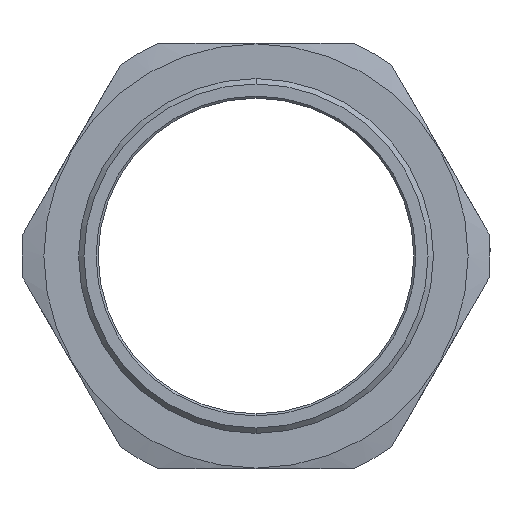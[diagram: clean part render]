
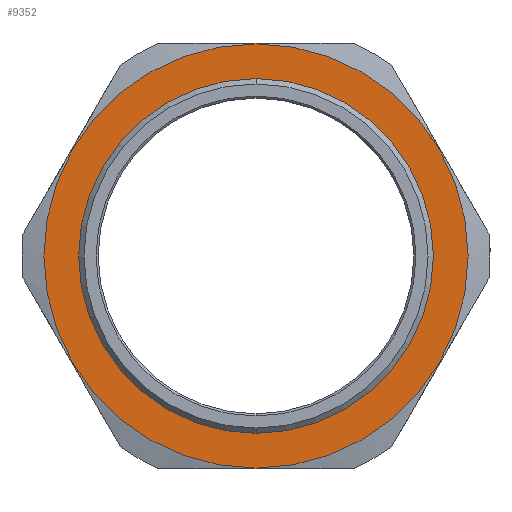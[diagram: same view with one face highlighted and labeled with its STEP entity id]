
A CAD part, left-side view. The second image highlights one B-rep face of the part: STEP entity #9352.
In plain terms, the highlighted planar face has unit normal (-1, 0, 0).
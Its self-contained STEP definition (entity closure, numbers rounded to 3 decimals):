
#67 = CARTESIAN_POINT ( 'NONE',  ( 15., 0., -33.5 ) ) ;
#122 = CARTESIAN_POINT ( 'NONE',  ( 15., 0., 25. ) ) ;
#128 = PLANE ( 'NONE',  #8588 ) ;
#240 = CIRCLE ( 'NONE', #2393, 29.9 ) ;
#307 = ORIENTED_EDGE ( 'NONE', *, *, #5726, .F. ) ;
#800 = DIRECTION ( 'NONE',  ( 0., 0., 1. ) ) ;
#875 = FACE_OUTER_BOUND ( 'NONE', #5421, .T. ) ;
#1169 = AXIS2_PLACEMENT_3D ( 'NONE', #7404, #6680, #800 ) ;
#1392 = AXIS2_PLACEMENT_3D ( 'NONE', #8365, #3115, #9122 ) ;
#1425 = DIRECTION ( 'NONE',  ( 0., 0., -1. ) ) ;
#2292 = CARTESIAN_POINT ( 'NONE',  ( 15., 0., -25. ) ) ;
#2393 = AXIS2_PLACEMENT_3D ( 'NONE', #6862, #6153, #6913 ) ;
#2660 = ORIENTED_EDGE ( 'NONE', *, *, #6206, .F. ) ;
#2897 = VERTEX_POINT ( 'NONE', #8297 ) ;
#3115 = DIRECTION ( 'NONE',  ( -1., 0., 0. ) ) ;
#3124 = EDGE_LOOP ( 'NONE', ( #2660, #8601 ) ) ;
#3258 = EDGE_CURVE ( 'NONE', #5115, #2897, #240, .T. ) ;
#3302 = EDGE_CURVE ( 'NONE', #5165, #5590, #3849, .T. ) ;
#3849 = CIRCLE ( 'NONE', #1392, 25. ) ;
#3893 = CARTESIAN_POINT ( 'NONE',  ( 15., 0., 29.9 ) ) ;
#4046 = CIRCLE ( 'NONE', #1169, 25. ) ;
#5115 = VERTEX_POINT ( 'NONE', #3893 ) ;
#5165 = VERTEX_POINT ( 'NONE', #122 ) ;
#5181 = DIRECTION ( 'NONE',  ( 1., 0., 0. ) ) ;
#5251 = DIRECTION ( 'NONE',  ( 1., 0., 0. ) ) ;
#5340 = ORIENTED_EDGE ( 'NONE', *, *, #3258, .F. ) ;
#5421 = EDGE_LOOP ( 'NONE', ( #307, #5340 ) ) ;
#5590 = VERTEX_POINT ( 'NONE', #2292 ) ;
#5726 = EDGE_CURVE ( 'NONE', #2897, #5115, #9233, .T. ) ;
#6153 = DIRECTION ( 'NONE',  ( 1., 0., 0. ) ) ;
#6206 = EDGE_CURVE ( 'NONE', #5590, #5165, #4046, .T. ) ;
#6680 = DIRECTION ( 'NONE',  ( -1., 0., 0. ) ) ;
#6840 = DIRECTION ( 'NONE',  ( 0., 0., -1. ) ) ;
#6862 = CARTESIAN_POINT ( 'NONE',  ( 15., 0., 0. ) ) ;
#6913 = DIRECTION ( 'NONE',  ( 0., 0., -1. ) ) ;
#6970 = AXIS2_PLACEMENT_3D ( 'NONE', #8890, #5181, #1425 ) ;
#7404 = CARTESIAN_POINT ( 'NONE',  ( 15., 0., 0. ) ) ;
#8297 = CARTESIAN_POINT ( 'NONE',  ( 15., 0., -29.9 ) ) ;
#8357 = FACE_BOUND ( 'NONE', #3124, .T. ) ;
#8365 = CARTESIAN_POINT ( 'NONE',  ( 15., 0., 0. ) ) ;
#8588 = AXIS2_PLACEMENT_3D ( 'NONE', #67, #5251, #6840 ) ;
#8601 = ORIENTED_EDGE ( 'NONE', *, *, #3302, .F. ) ;
#8890 = CARTESIAN_POINT ( 'NONE',  ( 15., 0., 0. ) ) ;
#9122 = DIRECTION ( 'NONE',  ( 0., 0., 1. ) ) ;
#9233 = CIRCLE ( 'NONE', #6970, 29.9 ) ;
#9352 = ADVANCED_FACE ( 'NONE', ( #875, #8357 ), #128, .F. ) ;
